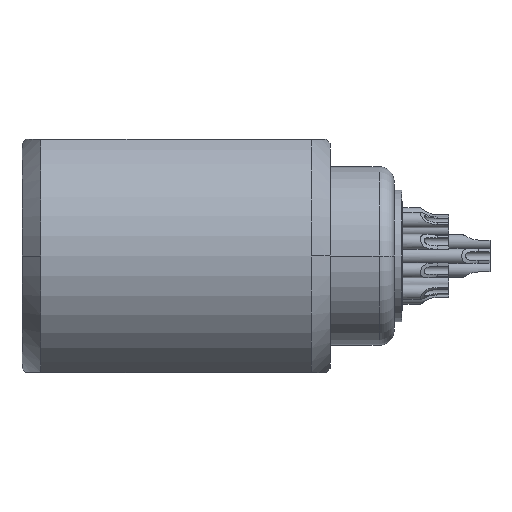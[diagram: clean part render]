
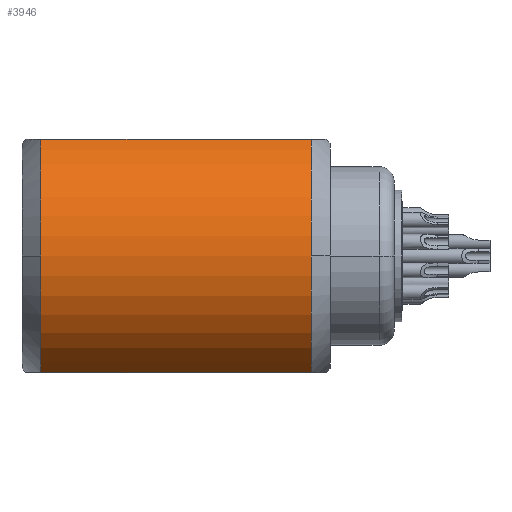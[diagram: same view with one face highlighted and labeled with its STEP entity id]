
A CAD part, front view. The second image highlights one B-rep face of the part: STEP entity #3946.
In plain terms, the highlighted cylindrical face has radius 7 mm (diameter 14 mm), a partial arc.
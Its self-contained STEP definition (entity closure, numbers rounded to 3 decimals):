
#481=CARTESIAN_POINT('',(0.,0.,0.));
#482=DIRECTION('',(-1.,0.,0.));
#483=DIRECTION('',(0.,-1.,0.));
#484=AXIS2_PLACEMENT_3D('',#481,#482,#483);
#486=CARTESIAN_POINT('',(0.,0.,0.));
#487=DIRECTION('',(-1.,0.,0.));
#488=DIRECTION('',(0.,-0.464,-0.886));
#489=AXIS2_PLACEMENT_3D('',#486,#487,#488);
#491=DIRECTION('',(1.,0.,0.));
#492=VECTOR('',#491,14.4);
#493=CARTESIAN_POINT('',(-14.4,-3.25,-6.2));
#494=LINE('',#493,#492);
#495=DIRECTION('',(1.,0.,0.));
#496=VECTOR('',#495,14.4);
#497=CARTESIAN_POINT('',(-14.4,-3.25,6.2));
#498=LINE('',#497,#496);
#508=CARTESIAN_POINT('',(-14.4,0.,0.));
#509=DIRECTION('',(1.,0.,0.));
#510=DIRECTION('',(0.,-0.464,0.886));
#511=AXIS2_PLACEMENT_3D('',#508,#509,#510);
#553=CARTESIAN_POINT('',(-14.4,0.,0.));
#554=DIRECTION('',(-1.,0.,0.));
#555=DIRECTION('',(0.,-0.464,-0.886));
#556=AXIS2_PLACEMENT_3D('',#553,#554,#555);
#2753=CARTESIAN_POINT('',(-14.4,-7.,0.));
#2755=VERTEX_POINT('',#2753);
#2761=CARTESIAN_POINT('',(-14.4,-3.25,6.2));
#2762=CARTESIAN_POINT('',(0.,-3.25,6.2));
#2763=VERTEX_POINT('',#2761);
#2764=VERTEX_POINT('',#2762);
#2765=CARTESIAN_POINT('',(-14.4,-3.25,-6.2));
#2766=CARTESIAN_POINT('',(0.,-3.25,-6.2));
#2767=VERTEX_POINT('',#2765);
#2768=VERTEX_POINT('',#2766);
#2789=CARTESIAN_POINT('',(0.,-7.,
0.));
#2790=VERTEX_POINT('',#2789);
#3929=CARTESIAN_POINT('',(-16.39,0.,0.));
#3930=DIRECTION('',(1.,0.,0.));
#3931=DIRECTION('',(0.,-1.,0.));
#3932=AXIS2_PLACEMENT_3D('',#3929,#3930,#3931);
#3933=CYLINDRICAL_SURFACE('',#3932,7.);
#3935=ORIENTED_EDGE('',*,*,#3934,.F.);
#3936=ORIENTED_EDGE('',*,*,#3863,.F.);
#3937=ORIENTED_EDGE('',*,*,#3887,.F.);
#3939=ORIENTED_EDGE('',*,*,#3938,.T.);
#3941=ORIENTED_EDGE('',*,*,#3940,.F.);
#3943=ORIENTED_EDGE('',*,*,#3942,.T.);
#3944=EDGE_LOOP('',(#3935,#3936,#3937,#3939,#3941,#3943));
#3945=FACE_OUTER_BOUND('',#3944,.F.);
#485=CIRCLE('',#484,7.);
#490=CIRCLE('',#489,7.);
#512=CIRCLE('',#511,7.);
#557=CIRCLE('',#556,7.);
#3863=EDGE_CURVE('',#2768,#2790,#490,.T.);
#3887=EDGE_CURVE('',#2767,#2768,#494,.T.);
#3934=EDGE_CURVE('',#2790,#2764,#485,.T.);
#3938=EDGE_CURVE('',#2767,#2755,#557,.T.);
#3940=EDGE_CURVE('',#2763,#2755,#512,.T.);
#3942=EDGE_CURVE('',#2763,#2764,#498,.T.);
#3946=ADVANCED_FACE('',(#3945),#3933,.T.);
